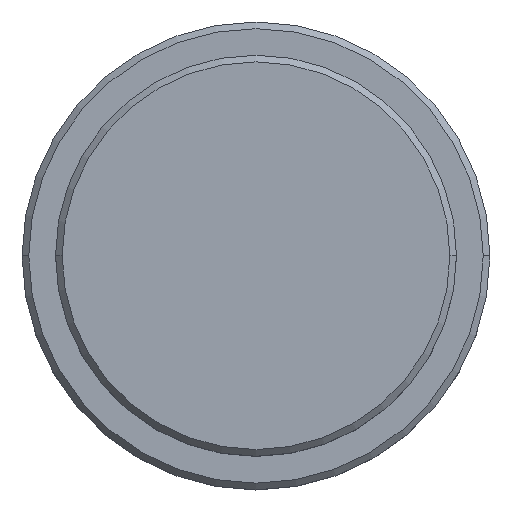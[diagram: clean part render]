
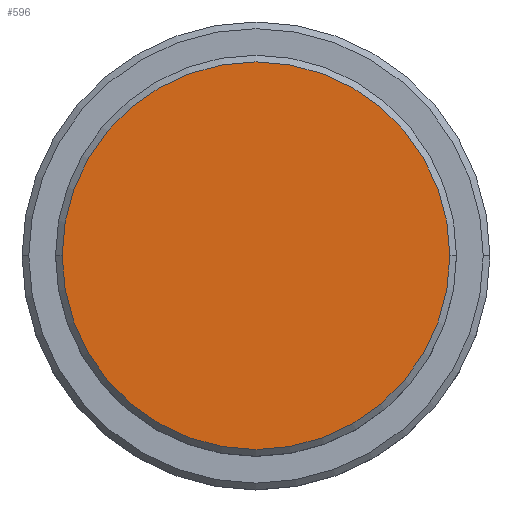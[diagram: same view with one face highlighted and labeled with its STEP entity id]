
A CAD part, top view. The second image highlights one B-rep face of the part: STEP entity #596.
In plain terms, the highlighted planar face has unit normal (0, 0, 1).
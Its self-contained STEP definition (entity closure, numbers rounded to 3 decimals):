
#66 = AXIS2_PLACEMENT_3D ( 'NONE', #756, #1194, #652 ) ;
#70 = EDGE_LOOP ( 'NONE', ( #1154, #1235 ) ) ;
#225 = CARTESIAN_POINT ( 'NONE',  ( -14.5, 0., 0. ) ) ;
#261 = CARTESIAN_POINT ( 'NONE',  ( 0., 0., 0. ) ) ;
#332 = PLANE ( 'NONE',  #66 ) ;
#348 = CARTESIAN_POINT ( 'NONE',  ( 14.5, 0., 0. ) ) ;
#418 = VERTEX_POINT ( 'NONE', #225 ) ;
#437 = FACE_OUTER_BOUND ( 'NONE', #70, .T. ) ;
#596 = ADVANCED_FACE ( 'NONE', ( #437 ), #332, .T. ) ;
#597 = CARTESIAN_POINT ( 'NONE',  ( 0., 0., 0. ) ) ;
#616 = DIRECTION ( 'NONE',  ( 1., 0., 0. ) ) ;
#627 = CIRCLE ( 'NONE', #949, 14.5 ) ;
#652 = DIRECTION ( 'NONE',  ( 1., 0., 0. ) ) ;
#653 = EDGE_CURVE ( 'NONE', #1009, #418, #1243, .T. ) ;
#715 = EDGE_CURVE ( 'NONE', #418, #1009, #627, .T. ) ;
#756 = CARTESIAN_POINT ( 'NONE',  ( 0., 0., 0. ) ) ;
#764 = AXIS2_PLACEMENT_3D ( 'NONE', #261, #1349, #1113 ) ;
#949 = AXIS2_PLACEMENT_3D ( 'NONE', #597, #1159, #616 ) ;
#1009 = VERTEX_POINT ( 'NONE', #348 ) ;
#1113 = DIRECTION ( 'NONE',  ( 1., 0., 0. ) ) ;
#1154 = ORIENTED_EDGE ( 'NONE', *, *, #715, .T. ) ;
#1159 = DIRECTION ( 'NONE',  ( 0., 0., 1. ) ) ;
#1194 = DIRECTION ( 'NONE',  ( 0., 0., 1. ) ) ;
#1235 = ORIENTED_EDGE ( 'NONE', *, *, #653, .T. ) ;
#1243 = CIRCLE ( 'NONE', #764, 14.5 ) ;
#1349 = DIRECTION ( 'NONE',  ( 0., 0., 1. ) ) ;
